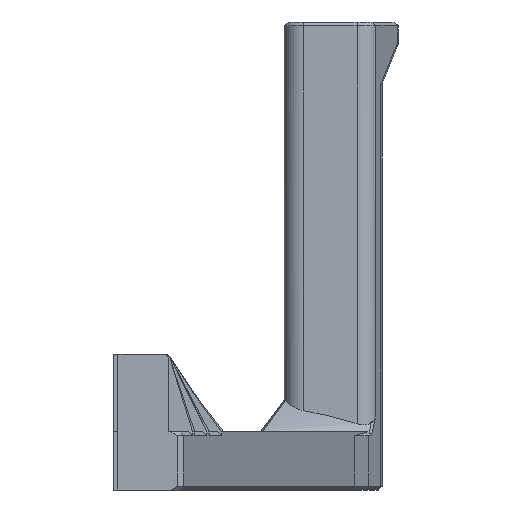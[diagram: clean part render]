
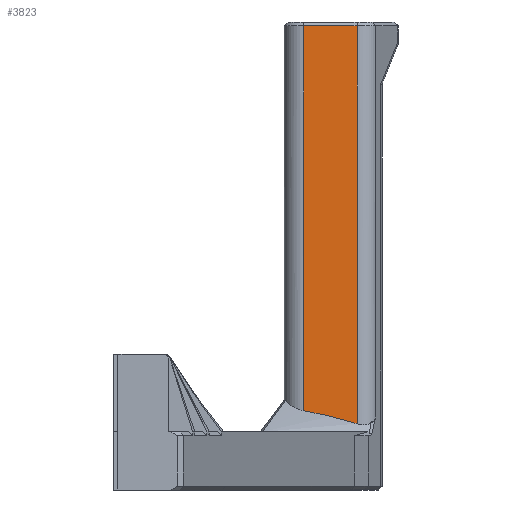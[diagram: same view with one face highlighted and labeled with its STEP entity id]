
A CAD part, front view. The second image highlights one B-rep face of the part: STEP entity #3823.
In plain terms, the highlighted planar face has unit normal (0, -1, 0).
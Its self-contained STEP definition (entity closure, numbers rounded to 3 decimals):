
#108=LINE('',#5564,#595);
#109=LINE('',#5567,#596);
#113=LINE('',#5574,#600);
#595=VECTOR('',#4324,10.);
#596=VECTOR('',#4327,10.);
#600=VECTOR('',#4333,10.);
#1059=PLANE('',#4057);
#1242=FACE_OUTER_BOUND('',#1460,.T.);
#1460=EDGE_LOOP('',(#2714,#2715,#2716,#2717));
#1688=B_SPLINE_CURVE_WITH_KNOTS('',3,(#5436,#5437,#5438,#5439,#5440,#5441,
#5442,#5443),.UNSPECIFIED.,.F.,.F.,(4,2,2,4),(0.,0.678,
1.088,1.359),.UNSPECIFIED.);
#1757=VERTEX_POINT('',#5418);
#1758=VERTEX_POINT('',#5435);
#1763=VERTEX_POINT('',#5562);
#1764=VERTEX_POINT('',#5566);
#2121=EDGE_CURVE('',#1758,#1757,#1688,.T.);
#2129=EDGE_CURVE('',#1757,#1763,#108,.T.);
#2130=EDGE_CURVE('',#1764,#1763,#109,.T.);
#2134=EDGE_CURVE('',#1758,#1764,#113,.T.);
#2714=ORIENTED_EDGE('',*,*,#2121,.T.);
#2715=ORIENTED_EDGE('',*,*,#2129,.T.);
#2716=ORIENTED_EDGE('',*,*,#2130,.F.);
#2717=ORIENTED_EDGE('',*,*,#2134,.F.);
#3823=ADVANCED_FACE('',(#1242),#1059,.T.);
#4057=AXIS2_PLACEMENT_3D('',#5573,#4331,#4332);
#4324=DIRECTION('',(0.,0.,1.));
#4327=DIRECTION('',(1.,0.,0.));
#4331=DIRECTION('center_axis',(0.,-1.,0.));
#4332=DIRECTION('ref_axis',(0.,0.,-1.));
#4333=DIRECTION('',(0.,0.,1.));
#5418=CARTESIAN_POINT('',(464.274,140.077,17.093));
#5435=CARTESIAN_POINT('',(450.506,140.077,20.466));
#5436=CARTESIAN_POINT('Ctrl Pts',(450.506,140.077,20.466));
#5437=CARTESIAN_POINT('Ctrl Pts',(452.722,140.077,20.025));
#5438=CARTESIAN_POINT('Ctrl Pts',(455.194,140.077,19.512));
#5439=CARTESIAN_POINT('Ctrl Pts',(458.789,140.077,18.68));
#5440=CARTESIAN_POINT('Ctrl Pts',(460.235,140.077,18.324));
#5441=CARTESIAN_POINT('Ctrl Pts',(462.476,140.077,17.689));
#5442=CARTESIAN_POINT('Ctrl Pts',(463.398,140.077,17.406));
#5443=CARTESIAN_POINT('Ctrl Pts',(464.274,140.077,17.093));
#5562=CARTESIAN_POINT('',(464.274,140.077,119.602));
#5564=CARTESIAN_POINT('',(464.274,140.077,17.093));
#5566=CARTESIAN_POINT('',(450.506,140.077,119.602));
#5567=CARTESIAN_POINT('',(453.948,140.077,119.602));
#5573=CARTESIAN_POINT('Origin',(457.39,140.077,15.));
#5574=CARTESIAN_POINT('',(450.506,140.077,20.466));
